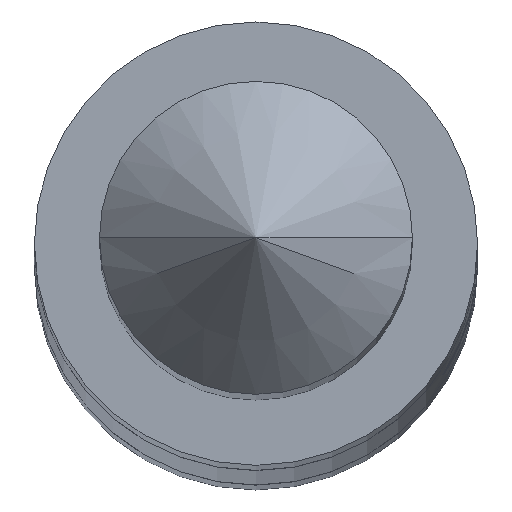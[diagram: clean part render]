
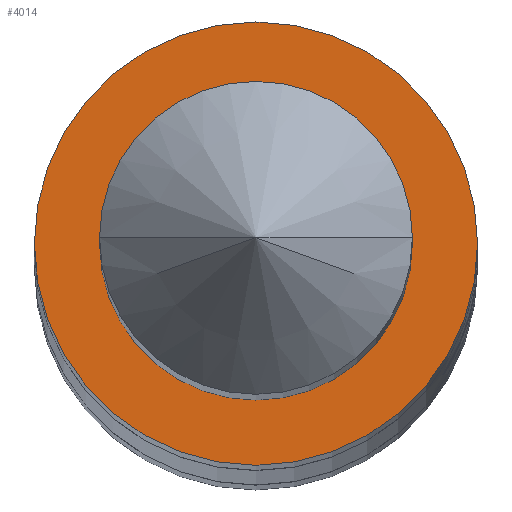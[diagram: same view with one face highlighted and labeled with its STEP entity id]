
A CAD part, top view. The second image highlights one B-rep face of the part: STEP entity #4014.
In plain terms, the highlighted planar face has unit normal (0, 0, 1).
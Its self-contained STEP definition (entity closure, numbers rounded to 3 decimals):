
#50 = EDGE_CURVE ( 'NONE', #3044, #3045, #6181, .T. ) ;
#64 = EDGE_CURVE ( 'NONE', #3045, #3044, #6201, .T. ) ;
#66 = EDGE_CURVE ( 'NONE', #3043, #3031, #6198, .T. ) ;
#69 = EDGE_CURVE ( 'NONE', #3031, #3043, #6204, .T. ) ;
#224 = AXIS2_PLACEMENT_3D ( 'NONE', #1920, #1919, #1917 ) ;
#229 = AXIS2_PLACEMENT_3D ( 'NONE', #1856, #1855, #1854 ) ;
#231 = AXIS2_PLACEMENT_3D ( 'NONE', #1846, #1845, #1842 ) ;
#232 = AXIS2_PLACEMENT_3D ( 'NONE', #1832, #1831, #1830 ) ;
#438 = ORIENTED_EDGE ( 'NONE', *, *, #69, .F. ) ;
#439 = ORIENTED_EDGE ( 'NONE', *, *, #66, .F. ) ;
#440 = ORIENTED_EDGE ( 'NONE', *, *, #50, .T. ) ;
#441 = ORIENTED_EDGE ( 'NONE', *, *, #64, .T. ) ;
#1830 = DIRECTION ( 'NONE',  ( 1., 0., 0. ) ) ;
#1831 = DIRECTION ( 'NONE',  ( 0., 0., 1. ) ) ;
#1832 = CARTESIAN_POINT ( 'NONE',  ( 0., 0., 0. ) ) ;
#1842 = DIRECTION ( 'NONE',  ( 1., 0., 0. ) ) ;
#1845 = DIRECTION ( 'NONE',  ( 0., 0., 1. ) ) ;
#1846 = CARTESIAN_POINT ( 'NONE',  ( 0., 0., 0. ) ) ;
#1854 = DIRECTION ( 'NONE',  ( 1., 0., 0. ) ) ;
#1855 = DIRECTION ( 'NONE',  ( 0., 0., 1. ) ) ;
#1856 = CARTESIAN_POINT ( 'NONE',  ( 0., 0., 0. ) ) ;
#1917 = DIRECTION ( 'NONE',  ( 1., 0., 0. ) ) ;
#1919 = DIRECTION ( 'NONE',  ( 0., 0., 1. ) ) ;
#1920 = CARTESIAN_POINT ( 'NONE',  ( 0., 0., 0. ) ) ;
#3031 = VERTEX_POINT ( 'NONE', #5087 ) ;
#3043 = VERTEX_POINT ( 'NONE', #5099 ) ;
#3044 = VERTEX_POINT ( 'NONE', #5100 ) ;
#3045 = VERTEX_POINT ( 'NONE', #5101 ) ;
#4014 = ADVANCED_FACE ( 'NONE', ( #6720, #6726 ), #5790, .F. ) ;
#5087 = CARTESIAN_POINT ( 'NONE',  ( 0.18, 0., 0. ) ) ;
#5099 = CARTESIAN_POINT ( 'NONE',  ( -0.18, 0., 0. ) ) ;
#5100 = CARTESIAN_POINT ( 'NONE',  ( 0.255, 0., 0. ) ) ;
#5101 = CARTESIAN_POINT ( 'NONE',  ( -0.255, 0., 0. ) ) ;
#5787 = CARTESIAN_POINT ( 'NONE',  ( 0., 0.18, 0. ) ) ;
#5790 = PLANE ( 'NONE',  #6415 ) ;
#5792 = DIRECTION ( 'NONE',  ( 0., 0., -1. ) ) ;
#5793 = DIRECTION ( 'NONE',  ( -1., 0., 0. ) ) ;
#6120 = EDGE_LOOP ( 'NONE', ( #440, #441 ) ) ;
#6124 = EDGE_LOOP ( 'NONE', ( #438, #439 ) ) ;
#6181 = CIRCLE ( 'NONE', #224, 0.255 ) ;
#6198 = CIRCLE ( 'NONE', #231, 0.18 ) ;
#6201 = CIRCLE ( 'NONE', #229, 0.255 ) ;
#6204 = CIRCLE ( 'NONE', #232, 0.18 ) ;
#6415 = AXIS2_PLACEMENT_3D ( 'NONE', #5787, #5792, #5793 ) ;
#6720 = FACE_BOUND ( 'NONE', #6124, .T. ) ;
#6726 = FACE_OUTER_BOUND ( 'NONE', #6120, .T. ) ;
